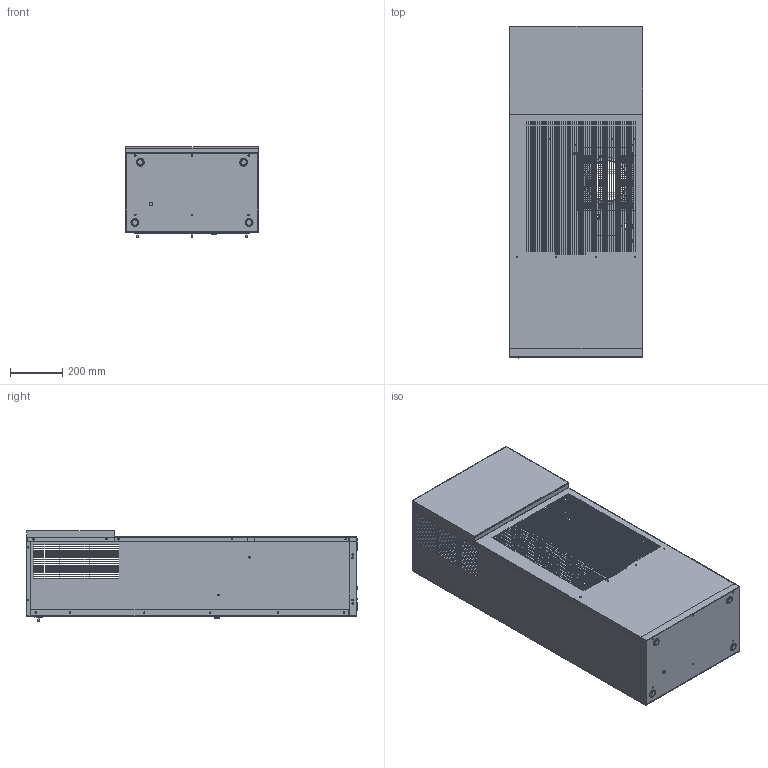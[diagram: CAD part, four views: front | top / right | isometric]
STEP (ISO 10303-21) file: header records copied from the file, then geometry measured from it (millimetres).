
FILE_DESCRIPTION((''),'2;1');
FILE_NAME('STEP-K2NA6C14DP50L.stp', '2013-03-26T16:32:18',('User'),('SDRC'),'I-DEAS Master Series','UNIX','Yes');
FILE_SCHEMA(('CONFIG_CONTROL_DESIGN', 'GEOMETRIC_VALIDATION_PROPERTIES_MIM','SHAPE_APPEARANCE_LAYER_MIM'));
Length unit declared in the file: inch
Bounding box: 511.61 x 1275.55 x 349.23 mm (x, y, z)
Volume: 2927053 mm3; surface area: 4923477.9 mm2
Topology: 76 solids, 76 shells, 6929 faces, 19899 edges, 13189 vertices
Faces by surface type: bspline 6929
Entity records: 226380 total; most frequent: CARTESIAN_POINT 88138, ORIENTED_EDGE 39798, EDGE_CURVE 19899, OVER_RIDING_STYLED_ITEM 13218, VERTEX_POINT 13189, QUASI_UNIFORM_CURVE 11585, EDGE_LOOP 9816, B_SPLINE_CURVE_WITH_KNOTS 7176
